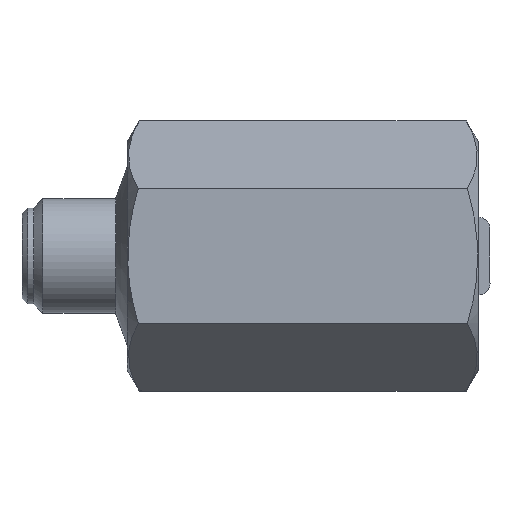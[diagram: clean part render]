
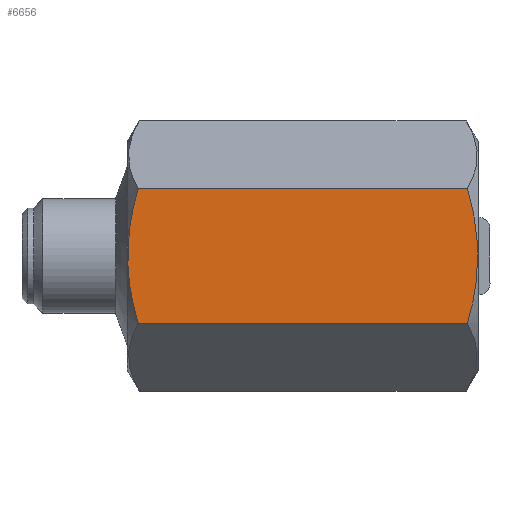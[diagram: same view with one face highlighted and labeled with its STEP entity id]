
A CAD part, front view. The second image highlights one B-rep face of the part: STEP entity #6656.
In plain terms, the highlighted planar face has unit normal (0, -1, 0).
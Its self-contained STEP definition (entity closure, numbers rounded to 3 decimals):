
#81 = CARTESIAN_POINT ( 'NONE',  ( 20.055, -10., 5.774 ) ) ;
#254 = CARTESIAN_POINT ( 'NONE',  ( 20.055, -10., 5.774 ) ) ;
#263 = ORIENTED_EDGE ( 'NONE', *, *, #7463, .T. ) ;
#297 = CARTESIAN_POINT ( 'NONE',  ( 20.684, -10., -3.12 ) ) ;
#310 = CARTESIAN_POINT ( 'NONE',  ( -8.96, -10., 0.806 ) ) ;
#354 = CARTESIAN_POINT ( 'NONE',  ( 20.753, -10., 2.699 ) ) ;
#368 = CARTESIAN_POINT ( 'NONE',  ( -8.686, -10., -3.217 ) ) ;
#772 = CARTESIAN_POINT ( 'NONE',  ( -9.249, -10., 5.774 ) ) ;
#938 = EDGE_LOOP ( 'NONE', ( #2229, #6178, #263, #3505, #4348 ) ) ;
#981 = CARTESIAN_POINT ( 'NONE',  ( 20.715, -10., -2.938 ) ) ;
#985 = VERTEX_POINT ( 'NONE', #254 ) ;
#1055 = CARTESIAN_POINT ( 'NONE',  ( -8.674, -10., 3.258 ) ) ;
#1077 = CARTESIAN_POINT ( 'NONE',  ( 20.349, -10., 4.77 ) ) ;
#1111 = CARTESIAN_POINT ( 'NONE',  ( 20.572, -10., -3.721 ) ) ;
#1150 = VERTEX_POINT ( 'NONE', #2108 ) ;
#1352 = VERTEX_POINT ( 'NONE', #9323 ) ;
#1534 = CARTESIAN_POINT ( 'NONE',  ( -8.515, -10., -4.049 ) ) ;
#1830 = CARTESIAN_POINT ( 'NONE',  ( 20.201, -10., -5.273 ) ) ;
#1839 = CARTESIAN_POINT ( 'NONE',  ( -8.794, -10., 2.536 ) ) ;
#2108 = CARTESIAN_POINT ( 'NONE',  ( 20.055, -10., -5.774 ) ) ;
#2229 = ORIENTED_EDGE ( 'NONE', *, *, #6807, .F. ) ;
#2418 = EDGE_CURVE ( 'NONE', #1150, #985, #5889, .T. ) ;
#2446 = B_SPLINE_CURVE_WITH_KNOTS ( 'NONE', 3,
 ( #7690, #4020, #368, #3268, #9238, #7743, #8430, #2559, #9177, #4813, #5528, #4113, #9209, #9265, #4751, #8458, #310, #9142, #8491, #4051, #1839, #5492, #3302, #6211, #1055, #5556, #4727, #3333, #4781, #6301 ),
 .UNSPECIFIED., .F., .F.,
 ( 4, 2, 2, 2, 2, 2, 2, 2, 2, 2, 2, 1, 1, 2, 2, 4 ),
 ( 0., 0.125, 0.187, 0.219, 0.25, 0.375, 0.437, 0.469, 0.5, 0.625, 0.687, 0.719, 0.734, 0.742, 0.75, 1. ),
 .UNSPECIFIED. ) ;
#2455 = CARTESIAN_POINT ( 'NONE',  ( 20.394, -10., -4.541 ) ) ;
#2559 = CARTESIAN_POINT ( 'NONE',  ( -8.885, -10., -1.79 ) ) ;
#2583 = CARTESIAN_POINT ( 'NONE',  ( 1.305, -10., -5.774 ) ) ;
#2659 = CARTESIAN_POINT ( 'NONE',  ( -8.07, -10., -5.774 ) ) ;
#3083 = CARTESIAN_POINT ( 'NONE',  ( 10.68, -10., 5.774 ) ) ;
#3268 = CARTESIAN_POINT ( 'NONE',  ( -8.784, -10., -2.604 ) ) ;
#3286 = CARTESIAN_POINT ( 'NONE',  ( 20.963, -10., -0.486 ) ) ;
#3302 = CARTESIAN_POINT ( 'NONE',  ( -8.72, -10., 2.998 ) ) ;
#3333 = CARTESIAN_POINT ( 'NONE',  ( -8.507, -10., 4.15 ) ) ;
#3505 = ORIENTED_EDGE ( 'NONE', *, *, #2418, .T. ) ;
#3768 = DIRECTION ( 'NONE',  ( 0., -1., 0. ) ) ;
#3804 = PLANE ( 'NONE',  #6628 ) ;
#3827 = CARTESIAN_POINT ( 'NONE',  ( -8.07, -10., 5.774 ) ) ;
#4006 = CARTESIAN_POINT ( 'NONE',  ( 20.799, -10., -2.427 ) ) ;
#4020 = CARTESIAN_POINT ( 'NONE',  ( -8.607, -10., -3.629 ) ) ;
#4039 = CARTESIAN_POINT ( 'NONE',  ( 20.708, -10., -2.979 ) ) ;
#4051 = CARTESIAN_POINT ( 'NONE',  ( -8.822, -10., 2.331 ) ) ;
#4074 = CARTESIAN_POINT ( 'NONE',  ( -8.07, -10., -5.774 ) ) ;
#4097 = CARTESIAN_POINT ( 'NONE',  ( -8.07, -10., 5.774 ) ) ;
#4113 = CARTESIAN_POINT ( 'NONE',  ( -8.979, -10., -0.13 ) ) ;
#4172 = B_SPLINE_CURVE_WITH_KNOTS ( 'NONE', 3,
 ( #4074, #2583, #5522, #9169 ),
 .UNSPECIFIED., .F., .F.,
 ( 4, 4 ),
 ( 0., 1. ),
 .UNSPECIFIED. ) ;
#4252 = CARTESIAN_POINT ( 'NONE',  ( -8.515, -10., -4.049 ) ) ;
#4348 = ORIENTED_EDGE ( 'NONE', *, *, #5071, .T. ) ;
#4727 = CARTESIAN_POINT ( 'NONE',  ( -8.66, -10., 3.337 ) ) ;
#4742 = CARTESIAN_POINT ( 'NONE',  ( 20.055, -10., 5.774 ) ) ;
#4751 = CARTESIAN_POINT ( 'NONE',  ( -8.972, -10., 0.492 ) ) ;
#4781 = CARTESIAN_POINT ( 'NONE',  ( -8.312, -10., 4.946 ) ) ;
#4813 = CARTESIAN_POINT ( 'NONE',  ( -8.944, -10., -1.169 ) ) ;
#4918 = CARTESIAN_POINT ( 'NONE',  ( -8.242, -10., -5.186 ) ) ;
#5071 = EDGE_CURVE ( 'NONE', #985, #8358, #9301, .T. ) ;
#5480 = CARTESIAN_POINT ( 'NONE',  ( 20.786, -10., 2.482 ) ) ;
#5492 = CARTESIAN_POINT ( 'NONE',  ( -8.746, -10., 2.844 ) ) ;
#5513 = CARTESIAN_POINT ( 'NONE',  ( 20.723, -10., 2.885 ) ) ;
#5522 = CARTESIAN_POINT ( 'NONE',  ( 10.68, -10., -5.774 ) ) ;
#5528 = CARTESIAN_POINT ( 'NONE',  ( -8.967, -10., -0.756 ) ) ;
#5556 = CARTESIAN_POINT ( 'NONE',  ( -8.665, -10., 3.31 ) ) ;
#5659 = CARTESIAN_POINT ( 'NONE',  ( -8.39, -10., -4.614 ) ) ;
#5889 = B_SPLINE_CURVE_WITH_KNOTS ( 'NONE', 3,
 ( #6068, #1830, #2455, #1111, #8417, #297, #7673, #4039, #6290, #981, #4006, #7645, #9161, #3286, #6977, #8447, #9100, #5480, #354, #6256, #9132, #5513, #6877, #7616, #1077, #4742 ),
 .UNSPECIFIED., .F., .F.,
 ( 4, 1, 1, 1, 1, 1, 2, 2, 2, 2, 1, 1, 1, 1, 1, 2, 2, 4 ),
 ( 0., 0.125, 0.187, 0.219, 0.234, 0.242, 0.246, 0.25, 0.375, 0.5, 0.625, 0.687, 0.719, 0.734, 0.742, 0.746, 0.75, 1. ),
 .UNSPECIFIED. ) ;
#6068 = CARTESIAN_POINT ( 'NONE',  ( 20.055, -10., -5.774 ) ) ;
#6178 = ORIENTED_EDGE ( 'NONE', *, *, #6601, .F. ) ;
#6211 = CARTESIAN_POINT ( 'NONE',  ( -8.688, -10., 3.18 ) ) ;
#6223 = B_SPLINE_CURVE_WITH_KNOTS ( 'NONE', 3,
 ( #2659, #4918, #5659, #4252 ),
 .UNSPECIFIED., .F., .F.,
 ( 4, 4 ),
 ( 0., 1. ),
 .UNSPECIFIED. ) ;
#6256 = CARTESIAN_POINT ( 'NONE',  ( 20.736, -10., 2.808 ) ) ;
#6290 = CARTESIAN_POINT ( 'NONE',  ( 20.713, -10., -2.95 ) ) ;
#6301 = CARTESIAN_POINT ( 'NONE',  ( -8.07, -10., 5.774 ) ) ;
#6601 = EDGE_CURVE ( 'NONE', #1352, #8347, #6223, .T. ) ;
#6628 = AXIS2_PLACEMENT_3D ( 'NONE', #772, #3768, #8953 ) ;
#6656 = ADVANCED_FACE ( 'NONE', ( #7270 ), #3804, .T. ) ;
#6807 = EDGE_CURVE ( 'NONE', #8347, #8358, #2446, .T. ) ;
#6877 = CARTESIAN_POINT ( 'NONE',  ( 20.721, -10., 2.902 ) ) ;
#6977 = CARTESIAN_POINT ( 'NONE',  ( 20.964, -10., 0.468 ) ) ;
#7270 = FACE_OUTER_BOUND ( 'NONE', #938, .T. ) ;
#7463 = EDGE_CURVE ( 'NONE', #1352, #1150, #4172, .T. ) ;
#7616 = CARTESIAN_POINT ( 'NONE',  ( 20.57, -10., 3.818 ) ) ;
#7645 = CARTESIAN_POINT ( 'NONE',  ( 20.861, -10., -1.936 ) ) ;
#7673 = CARTESIAN_POINT ( 'NONE',  ( 20.701, -10., -3.021 ) ) ;
#7690 = CARTESIAN_POINT ( 'NONE',  ( -8.515, -10., -4.049 ) ) ;
#7743 = CARTESIAN_POINT ( 'NONE',  ( -8.851, -10., -2.095 ) ) ;
#8224 = CARTESIAN_POINT ( 'NONE',  ( 1.305, -10., 5.774 ) ) ;
#8347 = VERTEX_POINT ( 'NONE', #1534 ) ;
#8358 = VERTEX_POINT ( 'NONE', #4097 ) ;
#8417 = CARTESIAN_POINT ( 'NONE',  ( 20.648, -10., -3.319 ) ) ;
#8430 = CARTESIAN_POINT ( 'NONE',  ( -8.863, -10., -1.993 ) ) ;
#8447 = CARTESIAN_POINT ( 'NONE',  ( 20.933, -10., 1.192 ) ) ;
#8458 = CARTESIAN_POINT ( 'NONE',  ( -8.965, -10., 0.7 ) ) ;
#8491 = CARTESIAN_POINT ( 'NONE',  ( -8.897, -10., 1.721 ) ) ;
#8953 = DIRECTION ( 'NONE',  ( 0., 0., -1. ) ) ;
#9100 = CARTESIAN_POINT ( 'NONE',  ( 20.844, -10., 2.049 ) ) ;
#9132 = CARTESIAN_POINT ( 'NONE',  ( 20.728, -10., 2.854 ) ) ;
#9142 = CARTESIAN_POINT ( 'NONE',  ( -8.933, -10., 1.316 ) ) ;
#9161 = CARTESIAN_POINT ( 'NONE',  ( 20.943, -10., -0.965 ) ) ;
#9169 = CARTESIAN_POINT ( 'NONE',  ( 20.055, -10., -5.774 ) ) ;
#9177 = CARTESIAN_POINT ( 'NONE',  ( -8.896, -10., -1.69 ) ) ;
#9209 = CARTESIAN_POINT ( 'NONE',  ( -8.98, -10., 0.078 ) ) ;
#9238 = CARTESIAN_POINT ( 'NONE',  ( -8.813, -10., -2.4 ) ) ;
#9265 = CARTESIAN_POINT ( 'NONE',  ( -8.975, -10., 0.389 ) ) ;
#9301 = B_SPLINE_CURVE_WITH_KNOTS ( 'NONE', 3,
 ( #81, #3083, #8224, #3827 ),
 .UNSPECIFIED., .F., .F.,
 ( 4, 4 ),
 ( 0., 1. ),
 .UNSPECIFIED. ) ;
#9323 = CARTESIAN_POINT ( 'NONE',  ( -8.07, -10., -5.774 ) ) ;
